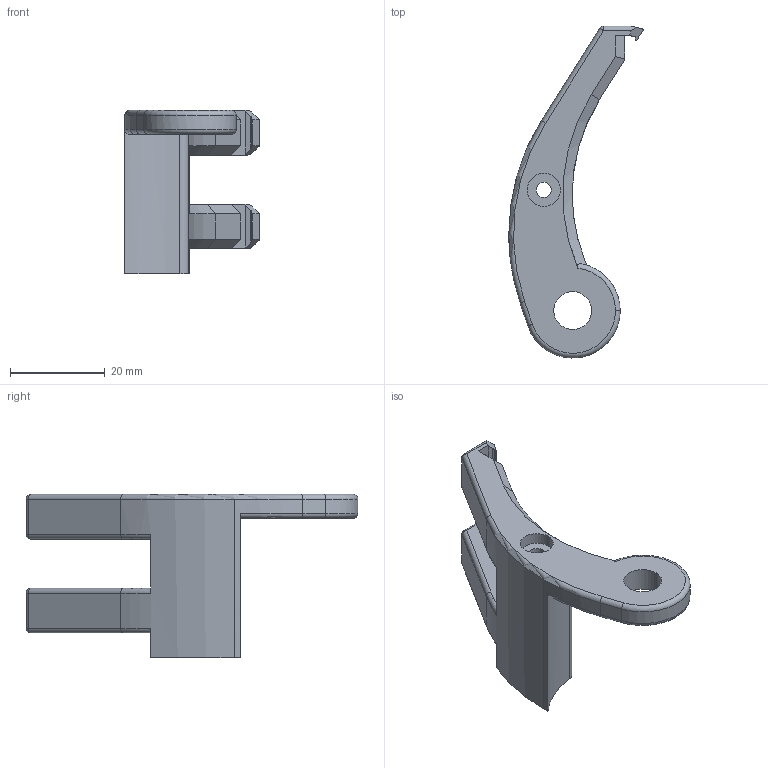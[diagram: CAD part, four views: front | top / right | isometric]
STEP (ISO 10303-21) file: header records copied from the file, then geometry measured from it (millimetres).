
FILE_DESCRIPTION (( 'STEP AP214' ), '1' );
FILE_NAME ('CRANE-X7_Hand_FiveFingersD4_claw.STEP', '2024-04-20T07:14:16', ( '' ), ( '' ), 'SwSTEP 2.0', 'SolidWorks 2024', '' );
FILE_SCHEMA (( 'AUTOMOTIVE_DESIGN' ));
Length unit declared in the file: millimetre
Products named in the file (1): CRANE-X7_Hand_FiveFingersD4_claw
Bounding box: 28.36 x 70 x 34.4 mm (x, y, z)
Volume: 10195.8 mm3; surface area: 6569.2 mm2
Topology: 1 solids, 1 shells, 102 faces, 268 edges, 166 vertices
Faces by surface type: cylinder 49, plane 35, torus 10, cone 4, sphere 4
Entity records: 3219 total; most frequent: CARTESIAN_POINT 747, ORIENTED_EDGE 528, DIRECTION 512, EDGE_CURVE 264, AXIS2_PLACEMENT_3D 193, VERTEX_POINT 166, LINE 126, VECTOR 126
